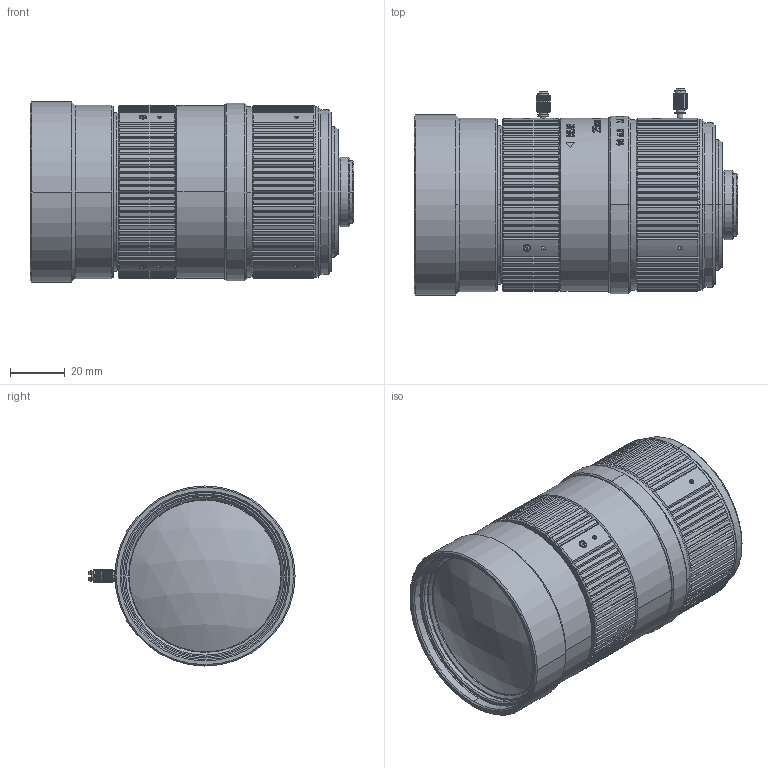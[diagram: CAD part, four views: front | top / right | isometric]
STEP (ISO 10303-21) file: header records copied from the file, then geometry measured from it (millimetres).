
FILE_DESCRIPTION (( 'STEP AP203' ), '1' );
FILE_NAME ('600072.STEP', '2023-06-19T08:37:23', ( 'Windows User' ), ( 'P R C' ), 'SwSTEP 2.0', 'SolidWorks 2020', '' );
FILE_SCHEMA (( 'CONFIG_CONTROL_DESIGN' ));
Length unit declared in the file: millimetre
Products named in the file (26): 絳杶_2; ǰѹȦ_1; M1.6｡ﾁ4.5 ｺﾚ_3; 坶踡隊-4_1; 覃擒囀遠_1; 前调压圈_1; 覃蝴忒謫_1; M1.6｡ﾁ4.5 ｺﾚ_2; 光圈手轮压圈_1; 600072; M2｡ﾁ4.5 ｺﾚ_3; 蟀諉釱_1; ヶ噩芠_1; 坶踡隊-4_2; 綴噩芠_1; M1.6｡ﾁ4.5 ｺﾚ_1; 覃擒囀遠1_1; M2｡ﾁ4.5 ｺﾚ_1; 癹弇隊_1; ｾｵﾆｬ+ｸｦ111_3; 絳杶_3; 光圈手轮_1; 嘐隅璃_1; 絳杶_1; M2｡ﾁ4.5 ｺﾚ_2; M1.6｡ﾁ4.5 ｺﾚ_4
Assembly tree (28 placements, depth 2):
  600072
    ｾｵﾆｬ+ｸｦ111_3
    癹弇隊_1
    M1.6｡ﾁ4.5 ｺﾚ_4
    ヶ噩芠_1
    坶踡隊-4_2
    覃擒囀遠1_1
    光圈手轮压圈_1
    M1.6｡ﾁ4.5 ｺﾚ_2  x4
    坶踡隊-4_1
    ǰѹȦ_1
    M2｡ﾁ4.5 ｺﾚ_1
    絳杶_3
    前调压圈_1
    M2｡ﾁ4.5 ｺﾚ_2
    絳杶_1
    M1.6｡ﾁ4.5 ｺﾚ_3
    M2｡ﾁ4.5 ｺﾚ_3
    覃蝴忒謫_1
    蟀諉釱_1
    絳杶_2
    綴噩芠_1
    嘐隅璃_1
    M1.6｡ﾁ4.5 ｺﾚ_1
    覃擒囀遠_1
    光圈手轮_1
Bounding box: 118.68 x 75.5 x 66 mm (x, y, z)
Volume: 93738.5 mm3; surface area: 102886 mm2
Topology: 31 solids, 31 shells, 2453 faces, 5743 edges, 3466 vertices
Faces by surface type: plane 841, cylinder 784, cone 454, bspline 328, sphere 44, torus 2
Entity records: 105125 total; most frequent: CARTESIAN_POINT 52723, ORIENTED_EDGE 10690, DIRECTION 9615, EDGE_CURVE 5345, AXIS2_PLACEMENT_3D 3739, VERTEX_POINT 3250, EDGE_LOOP 2479, ADVANCED_FACE 2267
